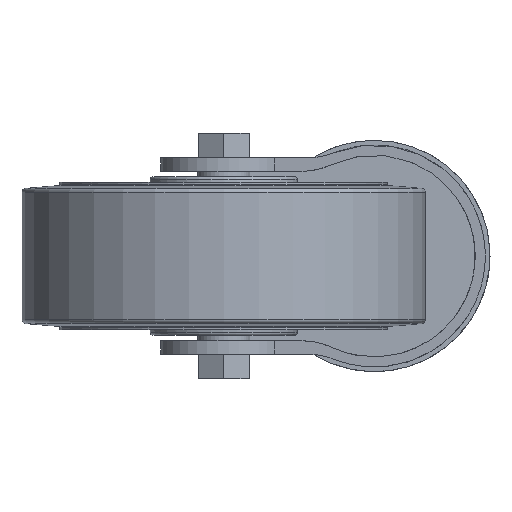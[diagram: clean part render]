
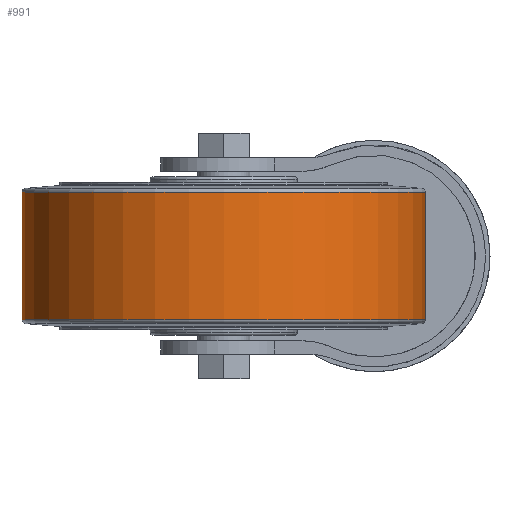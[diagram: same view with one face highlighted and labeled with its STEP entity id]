
A CAD part, front view. The second image highlights one B-rep face of the part: STEP entity #991.
In plain terms, the highlighted cylindrical face has radius 37.5 mm (diameter 75 mm), a full revolution.
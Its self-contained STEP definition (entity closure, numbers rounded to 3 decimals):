
#403=ORIENTED_EDGE('',*,*,#551,.T.);
#404=ORIENTED_EDGE('',*,*,#550,.F.);
#550=EDGE_CURVE('',#644,#644,#694,.T.);
#551=EDGE_CURVE('',#645,#645,#695,.T.);
#644=VERTEX_POINT('',#1688);
#645=VERTEX_POINT('',#1691);
#694=CIRCLE('',#1109,37.5);
#695=CIRCLE('',#1111,37.5);
#782=EDGE_LOOP('',(#403));
#783=EDGE_LOOP('',(#404));
#890=FACE_BOUND('',#782,.T.);
#891=FACE_BOUND('',#783,.T.);
#940=CYLINDRICAL_SURFACE('',#1110,37.5);
#991=ADVANCED_FACE('',(#890,#891),#940,.T.);
#1109=AXIS2_PLACEMENT_3D('',#1687,#1384,#1385);
#1110=AXIS2_PLACEMENT_3D('',#1689,#1386,#1387);
#1111=AXIS2_PLACEMENT_3D('',#1690,#1388,#1389);
#1384=DIRECTION('',(0.,0.,-1.));
#1385=DIRECTION('',(-1.,0.,0.));
#1386=DIRECTION('',(0.,0.,-1.));
#1387=DIRECTION('',(-1.,0.,0.));
#1388=DIRECTION('',(0.,0.,-1.));
#1389=DIRECTION('',(-1.,0.,0.));
#1687=CARTESIAN_POINT('',(0.,0.,-11.813));
#1688=CARTESIAN_POINT('',(-37.5,0.,-11.813));
#1689=CARTESIAN_POINT('',(0.,0.,-14.75));
#1690=CARTESIAN_POINT('',(0.,0.,11.813));
#1691=CARTESIAN_POINT('',(-37.5,0.,11.813));
